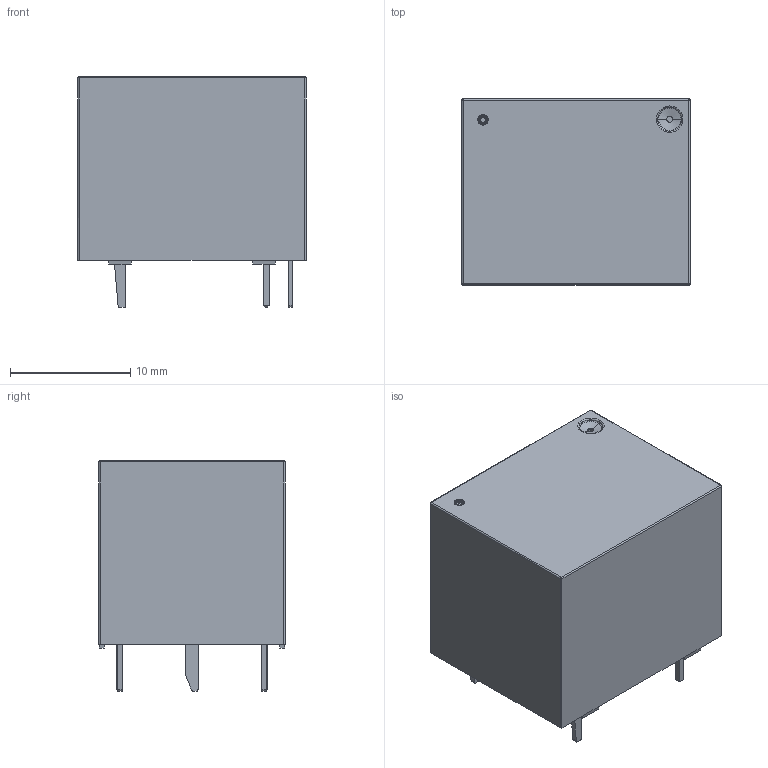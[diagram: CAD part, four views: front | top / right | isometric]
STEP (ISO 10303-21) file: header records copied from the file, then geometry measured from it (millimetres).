
FILE_DESCRIPTION (( 'STEP AP214' ), '1' );
FILE_NAME ('nff-NF8 3D 1CO PDF.STEP', '2018-12-20T13:02:40', ( '' ), ( '' ), 'SwSTEP 2.0', 'SolidWorks 2018', '' );
FILE_SCHEMA (( 'AUTOMOTIVE_DESIGN' ));
Length unit declared in the file: millimetre
Products named in the file (1): nff-NF8 3D 1CO PDF
Bounding box: 19 x 15.5 x 19.2 mm (x, y, z)
Volume: 863.1 mm3; surface area: 3132 mm2
Topology: 1 solids, 1 shells, 128 faces, 302 edges, 184 vertices
Faces by surface type: plane 83, cylinder 23, torus 14, cone 4, sphere 4
Entity records: 3670 total; most frequent: CARTESIAN_POINT 673, DIRECTION 620, ORIENTED_EDGE 604, EDGE_CURVE 302, LINE 226, VECTOR 226, AXIS2_PLACEMENT_3D 197, VERTEX_POINT 184
